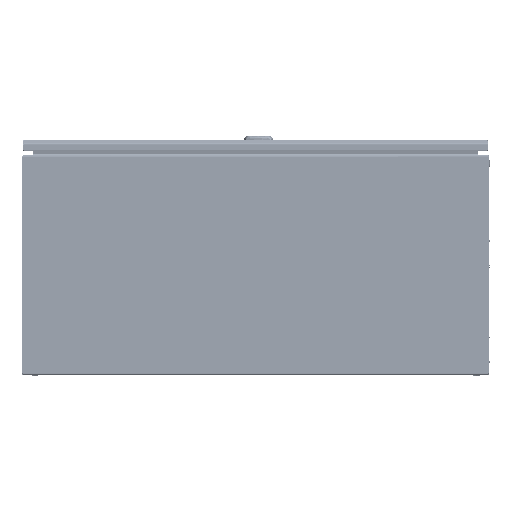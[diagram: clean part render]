
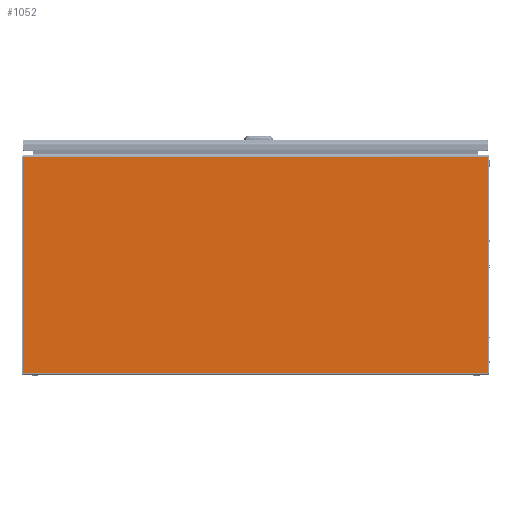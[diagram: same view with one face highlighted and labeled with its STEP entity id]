
A CAD part, left-side view. The second image highlights one B-rep face of the part: STEP entity #1052.
In plain terms, the highlighted planar face has unit normal (-1, 0, 0).
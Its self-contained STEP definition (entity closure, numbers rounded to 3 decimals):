
#1052=ADVANCED_FACE('',(#8750),#8751,.T.);
#8750=FACE_OUTER_BOUND('',#25205,.T.);
#8751=PLANE('',#25206);
#25205=EDGE_LOOP('',(#77430,#77431,#77432,#77433));
#25206=AXIS2_PLACEMENT_3D('',#77434,#77435,#77436);
#77430=ORIENTED_EDGE('',*,*,#131890,.F.);
#77431=ORIENTED_EDGE('',*,*,#131881,.T.);
#77432=ORIENTED_EDGE('',*,*,#131891,.T.);
#77433=ORIENTED_EDGE('',*,*,#131876,.F.);
#77434=CARTESIAN_POINT('',(-300.0,400.0,0.));
#77435=DIRECTION('',(-1.0,0.0,0.));
#77436=DIRECTION('',(0.,0.0,1.0));
#131876=EDGE_CURVE('',#150804,#150806,#150807,.T.);
#131881=EDGE_CURVE('',#150814,#150812,#150815,.T.);
#131890=EDGE_CURVE('',#150814,#150804,#150826,.T.);
#131891=EDGE_CURVE('',#150812,#150806,#150827,.T.);
#150804=VERTEX_POINT('',#181721);
#150806=VERTEX_POINT('',#181729);
#150807=LINE('',#181730,#181731);
#150812=VERTEX_POINT('',#181744);
#150814=VERTEX_POINT('',#181752);
#150815=LINE('',#181753,#181754);
#150826=LINE('',#181788,#181789);
#150827=LINE('',#181790,#181791);
#181721=CARTESIAN_POINT('',(-300.0,398.5,373.8));
#181729=CARTESIAN_POINT('',(-300.0,-398.5,373.8));
#181730=CARTESIAN_POINT('',(-300.0,398.5,373.8));
#181731=VECTOR('',#251110,797.0);
#181744=CARTESIAN_POINT('',(-300.0,-398.5,3.2));
#181752=CARTESIAN_POINT('',(-300.0,398.5,3.2));
#181753=CARTESIAN_POINT('',(-300.0,398.5,3.2));
#181754=VECTOR('',#251113,797.0);
#181788=CARTESIAN_POINT('',(-300.0,398.5,3.2));
#181789=VECTOR('',#251119,370.6);
#181790=CARTESIAN_POINT('',(-300.0,-398.5,3.2));
#181791=VECTOR('',#251120,370.6);
#251110=DIRECTION('',(0.0,-1.0,0.0));
#251113=DIRECTION('',(0.0,-1.0,0.0));
#251119=DIRECTION('',(0.,0.0,1.0));
#251120=DIRECTION('',(0.,0.0,1.0));
